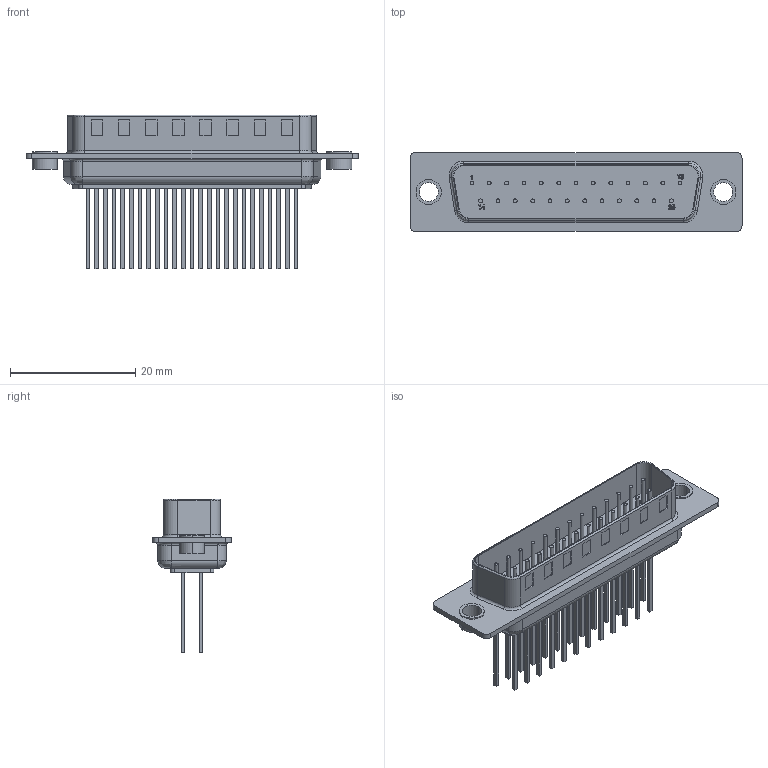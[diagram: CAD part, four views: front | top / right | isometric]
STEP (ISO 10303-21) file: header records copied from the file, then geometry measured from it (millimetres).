
FILE_DESCRIPTION((''),'2;1');
FILE_NAME('NORCOMP_172-025-142R011.stp','2014-12-09T10:02:05',(''),(''),'Mechanical Desktop 2011','Mechanical Desktop 2011',', , ');
FILE_SCHEMA(('AUTOMOTIVE_DESIGN { 1 2 10303 214 1 1 1 1 }'));
Length unit declared in the file: millimetre
Products named in the file (1): Product
Bounding box: 53.01 x 12.6 x 24.55 mm (x, y, z)
Volume: 2885.9 mm3; surface area: 4204 mm2
Topology: 55 solids, 55 shells, 520 faces, 1114 edges, 732 vertices
Faces by surface type: plane 371, cylinder 106, bspline 31, torus 12
Entity records: 15541 total; most frequent: CARTESIAN_POINT 4172, DIRECTION 2260, ORIENTED_EDGE 2228, EDGE_CURVE 1114, VECTOR 832, LINE 832, VERTEX_POINT 732, AXIS2_PLACEMENT_3D 714
